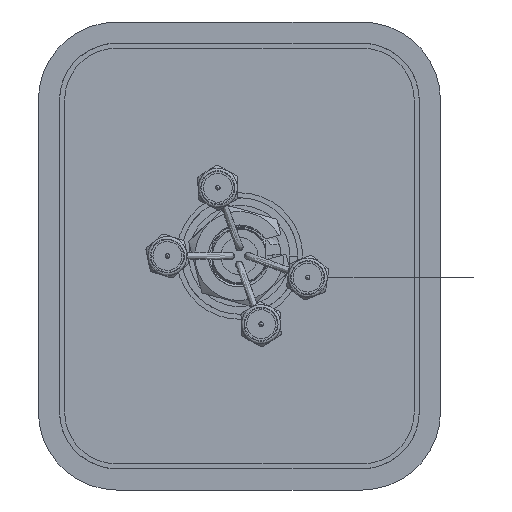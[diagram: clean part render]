
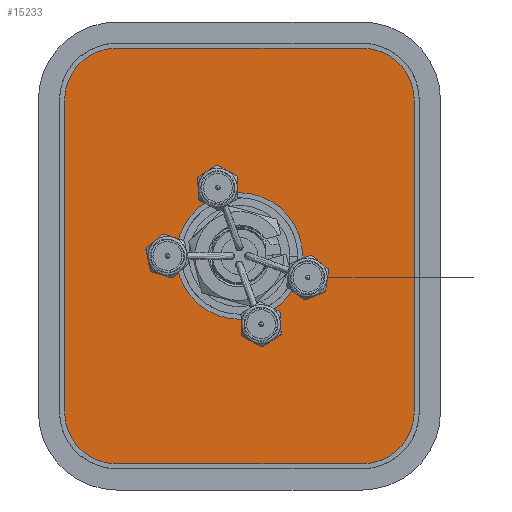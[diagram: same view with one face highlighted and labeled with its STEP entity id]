
A CAD part, front view. The second image highlights one B-rep face of the part: STEP entity #15233.
In plain terms, the highlighted planar face has unit normal (0, -1, 0).
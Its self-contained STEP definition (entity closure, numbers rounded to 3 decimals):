
#852 = VERTEX_POINT ( 'NONE', #98311 ) ;
#2382 = LINE ( 'NONE', #9580, #22626 ) ;
#4250 = CARTESIAN_POINT ( 'NONE',  ( 34.545, -0.4, 30.805 ) ) ;
#5883 = AXIS2_PLACEMENT_3D ( 'NONE', #72105, #79791, #64361 ) ;
#7101 = FACE_BOUND ( 'NONE', #78104, .T. ) ;
#9580 = CARTESIAN_POINT ( 'NONE',  ( 34.545, -0.4, -30.805 ) ) ;
#9587 = ORIENTED_EDGE ( 'NONE', *, *, #20192, .F. ) ;
#13323 = AXIS2_PLACEMENT_3D ( 'NONE', #60679, #52484, #21576 ) ;
#15091 = ORIENTED_EDGE ( 'NONE', *, *, #98949, .F. ) ;
#15206 = DIRECTION ( 'NONE',  ( 0., 1., 0. ) ) ;
#15233 = ADVANCED_FACE ( 'NONE', ( #38959, #7101 ), #15284, .F. ) ;
#15284 = PLANE ( 'NONE',  #51442 ) ;
#16580 = ORIENTED_EDGE ( 'NONE', *, *, #58589, .F. ) ;
#17146 = DIRECTION ( 'NONE',  ( 1., 0., 0. ) ) ;
#17341 = VECTOR ( 'NONE', #89367, 1000. ) ;
#18057 = EDGE_CURVE ( 'NONE', #70155, #70155, #31808, .T. ) ;
#19511 = VERTEX_POINT ( 'NONE', #58099 ) ;
#19934 = CARTESIAN_POINT ( 'NONE',  ( -24.305, -0.4, -41.045 ) ) ;
#20192 = EDGE_CURVE ( 'NONE', #19511, #100787, #94552, .T. ) ;
#21576 = DIRECTION ( 'NONE',  ( 1., 0., 0. ) ) ;
#22626 = VECTOR ( 'NONE', #25008, 1000. ) ;
#22813 = EDGE_CURVE ( 'NONE', #38725, #40774, #64256, .T. ) ;
#24847 = CARTESIAN_POINT ( 'NONE',  ( -12.5, -0.4, 0. ) ) ;
#25008 = DIRECTION ( 'NONE',  ( 0., 0., -1. ) ) ;
#25414 = CARTESIAN_POINT ( 'NONE',  ( -34.545, -0.4, 30.805 ) ) ;
#30781 = VERTEX_POINT ( 'NONE', #25414 ) ;
#31808 = CIRCLE ( 'NONE', #81156, 12.5 ) ;
#31987 = CARTESIAN_POINT ( 'NONE',  ( -34.545, -0.4, -30.805 ) ) ;
#34663 = CARTESIAN_POINT ( 'NONE',  ( 24.305, -0.4, -30.805 ) ) ;
#35590 = ORIENTED_EDGE ( 'NONE', *, *, #18057, .T. ) ;
#36341 = LINE ( 'NONE', #67745, #63585 ) ;
#36694 = DIRECTION ( 'NONE',  ( 0., 1., 0. ) ) ;
#38725 = VERTEX_POINT ( 'NONE', #54538 ) ;
#38959 = FACE_OUTER_BOUND ( 'NONE', #49602, .T. ) ;
#40774 = VERTEX_POINT ( 'NONE', #31987 ) ;
#41448 = ORIENTED_EDGE ( 'NONE', *, *, #101524, .F. ) ;
#47201 = DIRECTION ( 'NONE',  ( 0., 1., 0. ) ) ;
#49602 = EDGE_LOOP ( 'NONE', ( #9587, #89453, #15091, #96889, #84189, #16580, #41448, #66053 ) ) ;
#51442 = AXIS2_PLACEMENT_3D ( 'NONE', #62635, #47201, #93968 ) ;
#51658 = VERTEX_POINT ( 'NONE', #53194 ) ;
#52209 = VECTOR ( 'NONE', #17146, 1000. ) ;
#52484 = DIRECTION ( 'NONE',  ( 0., 1., 0. ) ) ;
#53194 = CARTESIAN_POINT ( 'NONE',  ( -24.305, -0.4, 41.045 ) ) ;
#54538 = CARTESIAN_POINT ( 'NONE',  ( -24.305, -0.4, -41.045 ) ) ;
#55760 = CARTESIAN_POINT ( 'NONE',  ( -24.305, -0.4, 41.045 ) ) ;
#58099 = CARTESIAN_POINT ( 'NONE',  ( 24.305, -0.4, 41.045 ) ) ;
#58589 = EDGE_CURVE ( 'NONE', #100783, #38725, #65721, .T. ) ;
#60679 = CARTESIAN_POINT ( 'NONE',  ( -24.305, -0.4, -30.805 ) ) ;
#61885 = AXIS2_PLACEMENT_3D ( 'NONE', #100582, #15206, #86174 ) ;
#62635 = CARTESIAN_POINT ( 'NONE',  ( 24.305, -0.4, 30.805 ) ) ;
#63115 = EDGE_CURVE ( 'NONE', #100787, #852, #2382, .T. ) ;
#63585 = VECTOR ( 'NONE', #99085, 1000. ) ;
#64256 = CIRCLE ( 'NONE', #13323, 10.24 ) ;
#64361 = DIRECTION ( 'NONE',  ( -1., 0., 0. ) ) ;
#65465 = AXIS2_PLACEMENT_3D ( 'NONE', #34663, #80497, #81006 ) ;
#65482 = LINE ( 'NONE', #55760, #52209 ) ;
#65721 = LINE ( 'NONE', #19934, #17341 ) ;
#66053 = ORIENTED_EDGE ( 'NONE', *, *, #63115, .F. ) ;
#67745 = CARTESIAN_POINT ( 'NONE',  ( -34.545, -0.4, -30.805 ) ) ;
#68708 = CIRCLE ( 'NONE', #65465, 10.24 ) ;
#70155 = VERTEX_POINT ( 'NONE', #24847 ) ;
#72105 = CARTESIAN_POINT ( 'NONE',  ( 24.305, -0.4, 30.805 ) ) ;
#72420 = EDGE_CURVE ( 'NONE', #51658, #19511, #65482, .T. ) ;
#76798 = CARTESIAN_POINT ( 'NONE',  ( 0., -0.4, 0. ) ) ;
#78104 = EDGE_LOOP ( 'NONE', ( #35590 ) ) ;
#79791 = DIRECTION ( 'NONE',  ( 0., 1., 0. ) ) ;
#80497 = DIRECTION ( 'NONE',  ( 0., 1., 0. ) ) ;
#81006 = DIRECTION ( 'NONE',  ( -1., 0., 0. ) ) ;
#81156 = AXIS2_PLACEMENT_3D ( 'NONE', #76798, #36694, #99419 ) ;
#84189 = ORIENTED_EDGE ( 'NONE', *, *, #22813, .F. ) ;
#86174 = DIRECTION ( 'NONE',  ( 1., 0., 0. ) ) ;
#89367 = DIRECTION ( 'NONE',  ( -1., 0., 0. ) ) ;
#89453 = ORIENTED_EDGE ( 'NONE', *, *, #72420, .F. ) ;
#93968 = DIRECTION ( 'NONE',  ( -1., 0., 0. ) ) ;
#94552 = CIRCLE ( 'NONE', #5883, 10.24 ) ;
#96889 = ORIENTED_EDGE ( 'NONE', *, *, #99967, .F. ) ;
#97322 = CARTESIAN_POINT ( 'NONE',  ( 24.305, -0.4, -41.045 ) ) ;
#98311 = CARTESIAN_POINT ( 'NONE',  ( 34.545, -0.4, -30.805 ) ) ;
#98949 = EDGE_CURVE ( 'NONE', #30781, #51658, #101272, .T. ) ;
#99085 = DIRECTION ( 'NONE',  ( 0., 0., 1. ) ) ;
#99419 = DIRECTION ( 'NONE',  ( -1., 0., 0. ) ) ;
#99967 = EDGE_CURVE ( 'NONE', #40774, #30781, #36341, .T. ) ;
#100582 = CARTESIAN_POINT ( 'NONE',  ( -24.305, -0.4, 30.805 ) ) ;
#100783 = VERTEX_POINT ( 'NONE', #97322 ) ;
#100787 = VERTEX_POINT ( 'NONE', #4250 ) ;
#101272 = CIRCLE ( 'NONE', #61885, 10.24 ) ;
#101524 = EDGE_CURVE ( 'NONE', #852, #100783, #68708, .T. ) ;
